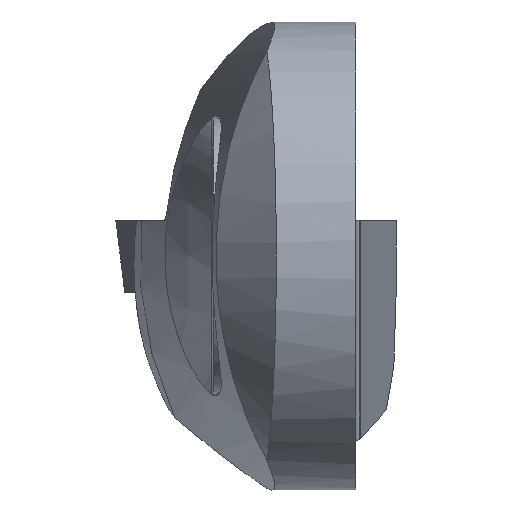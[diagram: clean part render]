
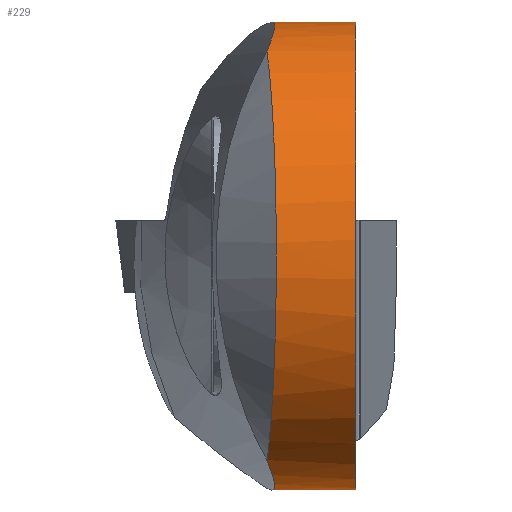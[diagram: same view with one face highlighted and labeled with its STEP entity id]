
A CAD part, top view. The second image highlights one B-rep face of the part: STEP entity #229.
In plain terms, the highlighted cylindrical face has radius 7.8 mm (diameter 15.6 mm), a partial arc.
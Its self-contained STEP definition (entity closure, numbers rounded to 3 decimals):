
#160=CIRCLE('',#1280,7.8);
#229=ADVANCED_FACE('',(#308),#283,.T.);
#283=CYLINDRICAL_SURFACE('',#1281,7.8);
#308=FACE_OUTER_BOUND('',#360,.T.);
#360=EDGE_LOOP('',(#705,#706,#707,#708,#709,#710));
#454=LINE('',#1925,#537);
#459=LINE('',#1942,#542);
#537=VECTOR('',#1467,1.);
#542=VECTOR('',#1482,1.);
#595=B_SPLINE_CURVE_WITH_KNOTS('',3,(#1828,#1829,#1830,#1831,#1832,#1833),
 .UNSPECIFIED.,.F.,.F.,(4,2,4),(0.,0.5,1.),.UNSPECIFIED.);
#597=B_SPLINE_CURVE_WITH_KNOTS('',3,(#1846,#1847,#1848,#1849),
 .UNSPECIFIED.,.F.,.F.,(4,4),(0.,1.),.UNSPECIFIED.);
#604=B_SPLINE_CURVE_WITH_KNOTS('',3,(#1947,#1948,#1949,#1950,#1951,#1952),
 .UNSPECIFIED.,.F.,.F.,(4,2,4),(0.,0.5,1.),.UNSPECIFIED.);
#705=ORIENTED_EDGE('',*,*,#1083,.T.);
#706=ORIENTED_EDGE('',*,*,#1053,.T.);
#707=ORIENTED_EDGE('',*,*,#1080,.T.);
#708=ORIENTED_EDGE('',*,*,#1084,.T.);
#709=ORIENTED_EDGE('',*,*,#1072,.F.);
#710=ORIENTED_EDGE('',*,*,#1055,.T.);
#941=VERTEX_POINT('',#1827);
#942=VERTEX_POINT('',#1834);
#943=VERTEX_POINT('',#1845);
#944=VERTEX_POINT('',#1850);
#955=VERTEX_POINT('',#1926);
#961=VERTEX_POINT('',#1941);
#1053=EDGE_CURVE('',#942,#941,#595,.T.);
#1055=EDGE_CURVE('',#944,#943,#597,.T.);
#1072=EDGE_CURVE('',#944,#955,#454,.T.);
#1080=EDGE_CURVE('',#941,#961,#459,.T.);
#1083=EDGE_CURVE('',#943,#942,#604,.T.);
#1084=EDGE_CURVE('',#961,#955,#160,.T.);
#1280=AXIS2_PLACEMENT_3D('',#1953,#1487,#1488);
#1281=AXIS2_PLACEMENT_3D('',#1954,#1489,#1490);
#1467=DIRECTION('',(1.,0.,0.));
#1482=DIRECTION('',(1.,0.,0.));
#1487=DIRECTION('',(-1.,0.,0.));
#1488=DIRECTION('',(0.,0.,1.));
#1489=DIRECTION('',(1.,0.,0.));
#1490=DIRECTION('',(0.,0.,-1.));
#1827=CARTESIAN_POINT('',(-3.112,-7.649,-1.528));
#1828=CARTESIAN_POINT('',(-2.963,-6.81,3.802));
#1829=CARTESIAN_POINT('',(-2.792,-7.252,3.011));
#1830=CARTESIAN_POINT('',(-2.681,-7.564,2.12));
#1831=CARTESIAN_POINT('',(-2.714,-7.85,0.284));
#1832=CARTESIAN_POINT('',(-2.86,-7.826,-0.644));
#1833=CARTESIAN_POINT('',(-3.112,-7.649,-1.528));
#1834=CARTESIAN_POINT('',(-2.963,-6.81,3.802));
#1845=CARTESIAN_POINT('',(-2.963,6.81,3.802));
#1846=CARTESIAN_POINT('',(-2.79,7.8,0.));
#1847=CARTESIAN_POINT('',(-2.608,7.8,1.333));
#1848=CARTESIAN_POINT('',(-2.716,7.449,2.659));
#1849=CARTESIAN_POINT('',(-2.963,6.81,3.802));
#1850=CARTESIAN_POINT('',(-2.79,7.8,0.));
#1925=CARTESIAN_POINT('',(-8.1,7.8,0.));
#1926=CARTESIAN_POINT('',(0.,7.8,0.));
#1941=CARTESIAN_POINT('',(0.,-7.649,-1.528));
#1942=CARTESIAN_POINT('',(-15.,-7.649,-1.528));
#1947=CARTESIAN_POINT('',(-2.963,6.81,3.802));
#1948=CARTESIAN_POINT('',(-2.77,5.463,6.216));
#1949=CARTESIAN_POINT('',(-2.65,2.785,7.8));
#1950=CARTESIAN_POINT('',(-2.65,-2.785,7.8));
#1951=CARTESIAN_POINT('',(-2.771,-5.466,6.211));
#1952=CARTESIAN_POINT('',(-2.963,-6.81,3.802));
#1953=CARTESIAN_POINT('',(0.,0.,0.));
#1954=CARTESIAN_POINT('',(-8.1,0.,0.));
